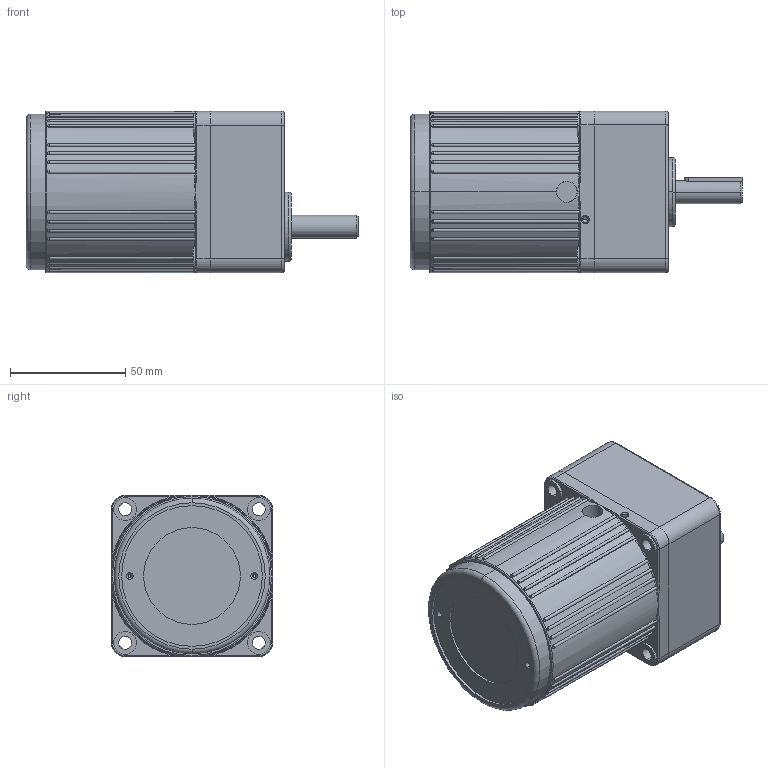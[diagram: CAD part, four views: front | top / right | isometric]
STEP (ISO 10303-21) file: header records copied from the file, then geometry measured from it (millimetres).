
FILE_DESCRIPTION (( 'STEP AP203' ), '1' );
FILE_NAME ('3IK15+3GN3-15K.STEP', '2020-01-08T02:52:32', ( 'Sky123.Org' ), ( 'Sky123.Org' ), 'SwSTEP 2.0', 'SolidWorks 2014', '' );
FILE_SCHEMA (( 'CONFIG_CONTROL_DESIGN' ));
Length unit declared in the file: millimetre
Products named in the file (3): 3IK15+3GN3-15K; 3IK15A; 3GN3-15K
Assembly tree (2 placements, depth 2):
  3IK15+3GN3-15K
    3IK15A
    3GN3-15K
Bounding box: 144 x 70 x 70 mm (x, y, z)
Volume: 458876.4 mm3; surface area: 53649.1 mm2
Topology: 2 solids, 2 shells, 389 faces, 1014 edges, 631 vertices
Faces by surface type: cylinder 133, torus 116, plane 83, bspline 33, cone 24
Entity records: 14055 total; most frequent: CARTESIAN_POINT 4326, DIRECTION 2068, ORIENTED_EDGE 1992, EDGE_CURVE 996, AXIS2_PLACEMENT_3D 915, VERTEX_POINT 631, CIRCLE 554, EDGE_LOOP 425
